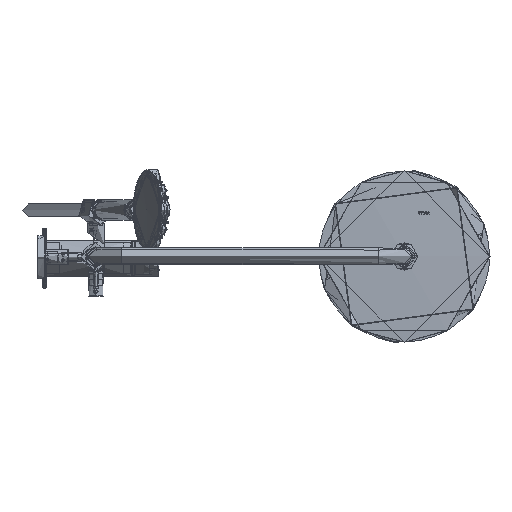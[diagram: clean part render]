
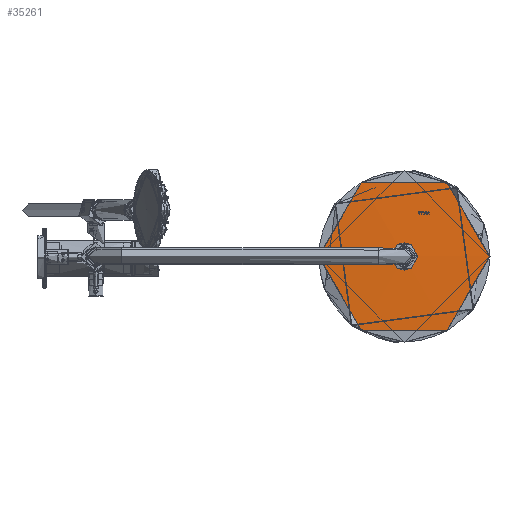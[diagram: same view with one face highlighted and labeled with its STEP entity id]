
A CAD part, top view. The second image highlights one B-rep face of the part: STEP entity #35261.
In plain terms, the highlighted spherical face has radius 3234.33 mm.
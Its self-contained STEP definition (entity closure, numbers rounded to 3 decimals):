
#1877=SPHERICAL_SURFACE('',#48253,3234.333);
#10354=ORIENTED_EDGE('',*,*,#17681,.T.);
#10355=ORIENTED_EDGE('',*,*,#17682,.T.);
#17681=EDGE_CURVE('',#21850,#21850,#24718,.T.);
#17682=EDGE_CURVE('',#21851,#21851,#24719,.T.);
#21850=VERTEX_POINT('',#66979);
#21851=VERTEX_POINT('',#66981);
#24718=CIRCLE('',#48254,14.151);
#24719=CIRCLE('',#48255,100.166);
#27537=EDGE_LOOP('',(#10354));
#27538=EDGE_LOOP('',(#10355));
#31516=FACE_BOUND('',#27537,.T.);
#31517=FACE_BOUND('',#27538,.T.);
#35261=ADVANCED_FACE('',(#31516,#31517),#1877,.T.);
#48253=AXIS2_PLACEMENT_3D('',#66977,#54716,#54717);
#48254=AXIS2_PLACEMENT_3D('',#66978,#54718,#54719);
#48255=AXIS2_PLACEMENT_3D('',#66980,#54720,#54721);
#54716=DIRECTION('',(0.,1.,0.));
#54717=DIRECTION('',(0.,0.,-1.));
#54718=DIRECTION('',(0.,0.,-1.));
#54719=DIRECTION('',(-1.,0.,0.));
#54720=DIRECTION('',(0.,0.,1.));
#54721=DIRECTION('',(1.,0.,0.));
#66977=CARTESIAN_POINT('',(0.,0.,
-3233.333));
#66978=CARTESIAN_POINT('',(0.,0.,0.969));
#66979=CARTESIAN_POINT('',(-14.151,0.,0.969));
#66980=CARTESIAN_POINT('',(0.,0.,-0.551));
#66981=CARTESIAN_POINT('',(100.166,0.,-0.551));
